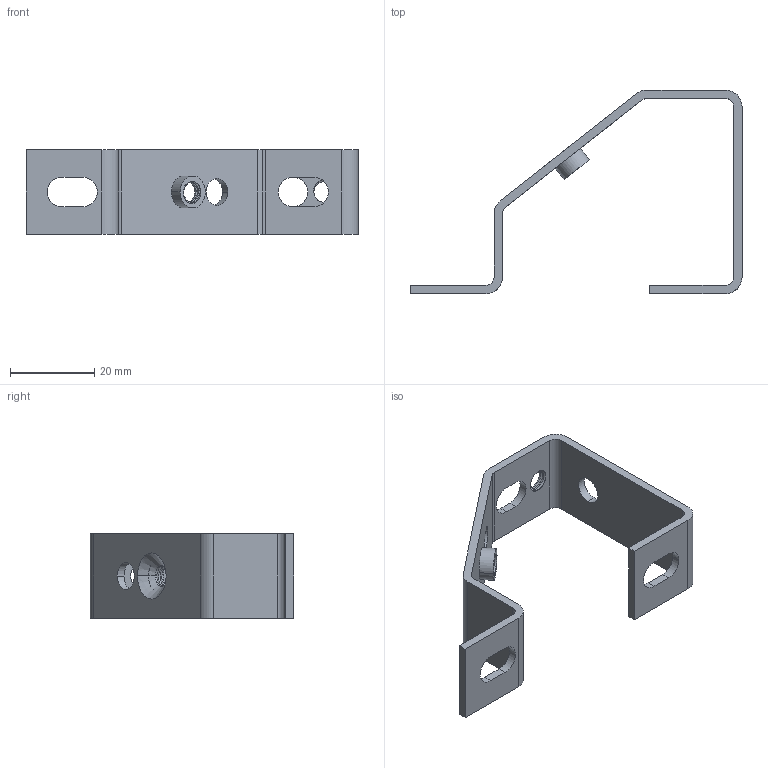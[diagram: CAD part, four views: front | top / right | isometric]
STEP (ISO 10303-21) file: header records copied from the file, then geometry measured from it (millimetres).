
FILE_DESCRIPTION (( 'STEP AP214' ), '1' );
FILE_NAME ('1046-040.STEP', '2024-06-21T11:55:54', ( '' ), ( '' ), 'SwSTEP 2.0', 'SolidWorks 2022', '' );
FILE_SCHEMA (( 'AUTOMOTIVE_DESIGN' ));
Length unit declared in the file: millimetre
Products named in the file (1): 1046-040
Bounding box: 79 x 48.5 x 20 mm (x, y, z)
Volume: 6167.5 mm3; surface area: 7421.5 mm2
Topology: 1 solids, 1 shells, 68 faces, 188 edges, 123 vertices
Faces by surface type: cylinder 35, plane 25, bspline 6, cone 2
Entity records: 4371 total; most frequent: CARTESIAN_POINT 2618, ORIENTED_EDGE 376, DIRECTION 343, EDGE_CURVE 188, VERTEX_POINT 123, AXIS2_PLACEMENT_3D 120, VECTOR 103, LINE 103
